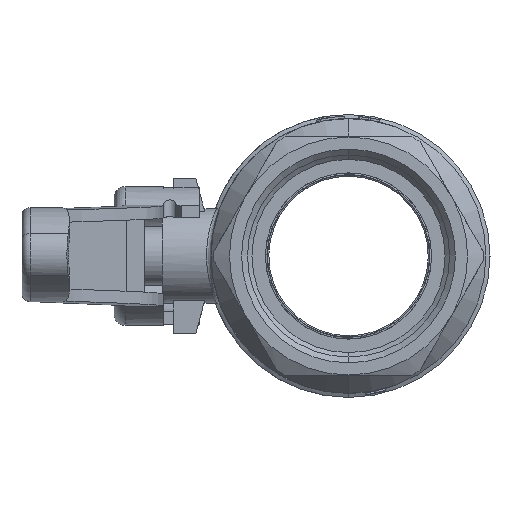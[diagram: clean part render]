
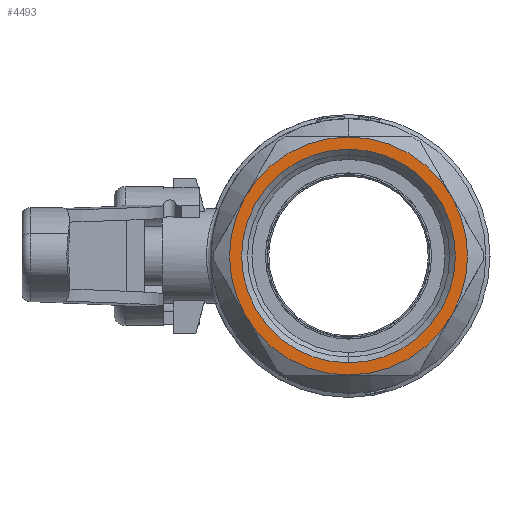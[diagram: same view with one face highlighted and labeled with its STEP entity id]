
A CAD part, left-side view. The second image highlights one B-rep face of the part: STEP entity #4493.
In plain terms, the highlighted planar face has unit normal (-1, 0, 0).
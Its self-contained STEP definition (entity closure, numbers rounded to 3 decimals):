
#257=FACE_BOUND('',#1553,.F.);
#409=PLANE('',#9218);
#1019=FACE_OUTER_BOUND('',#1554,.F.);
#1553=EDGE_LOOP('',(#3854,#3855));
#1554=EDGE_LOOP('',(#3856,#3857,#3858,#3859,#3860,#3861));
#3854=ORIENTED_EDGE('',*,*,#6968,.T.);
#3855=ORIENTED_EDGE('',*,*,#6967,.T.);
#3856=ORIENTED_EDGE('',*,*,#7019,.F.);
#3857=ORIENTED_EDGE('',*,*,#7023,.F.);
#3858=ORIENTED_EDGE('',*,*,#7027,.F.);
#3859=ORIENTED_EDGE('',*,*,#7031,.F.);
#3860=ORIENTED_EDGE('',*,*,#7009,.F.);
#3861=ORIENTED_EDGE('',*,*,#7015,.F.);
#4493=ADVANCED_FACE('',(#257,#1019),#409,.T.);
#6216=CIRCLE('',#9042,23.8);
#6217=CIRCLE('',#9043,23.8);
#6252=CIRCLE('',#9078,26.5);
#6255=CIRCLE('',#9081,26.5);
#6257=CIRCLE('',#9083,26.5);
#6259=CIRCLE('',#9085,26.5);
#6261=CIRCLE('',#9087,26.5);
#6263=CIRCLE('',#9089,26.5);
#6967=EDGE_CURVE('',#8279,#8278,#6216,.T.);
#6968=EDGE_CURVE('',#8278,#8279,#6217,.T.);
#7009=EDGE_CURVE('',#8237,#8236,#6252,.T.);
#7015=EDGE_CURVE('',#8231,#8237,#6255,.T.);
#7019=EDGE_CURVE('',#8228,#8231,#6257,.T.);
#7023=EDGE_CURVE('',#8225,#8228,#6259,.T.);
#7027=EDGE_CURVE('',#8222,#8225,#6261,.T.);
#7031=EDGE_CURVE('',#8236,#8222,#6263,.T.);
#8222=VERTEX_POINT('',#14324);
#8225=VERTEX_POINT('',#14327);
#8228=VERTEX_POINT('',#14330);
#8231=VERTEX_POINT('',#14333);
#8236=VERTEX_POINT('',#14338);
#8237=VERTEX_POINT('',#14339);
#8278=VERTEX_POINT('',#14380);
#8279=VERTEX_POINT('',#14381);
#9042=AXIS2_PLACEMENT_3D('',#14589,#10596,#10597);
#9043=AXIS2_PLACEMENT_3D('',#14590,#10598,#10599);
#9078=AXIS2_PLACEMENT_3D('',#14685,#10668,#10669);
#9081=AXIS2_PLACEMENT_3D('',#14709,#10674,#10675);
#9083=AXIS2_PLACEMENT_3D('',#14725,#10678,#10679);
#9085=AXIS2_PLACEMENT_3D('',#14741,#10682,#10683);
#9087=AXIS2_PLACEMENT_3D('',#14757,#10686,#10687);
#9089=AXIS2_PLACEMENT_3D('',#14773,#10690,#10691);
#9218=AXIS2_PLACEMENT_3D('',#37679,#11108,#11109);
#10596=DIRECTION('',(-1.,0.,0.));
#10597=DIRECTION('',(0.,0.,-1.));
#10598=DIRECTION('',(-1.,0.,0.));
#10599=DIRECTION('',(0.,0.,1.));
#10668=DIRECTION('',(-1.,0.,0.));
#10669=DIRECTION('',(0.,0.866,0.5));
#10674=DIRECTION('',(-1.,0.,0.));
#10675=DIRECTION('',(0.,0.,1.));
#10678=DIRECTION('',(-1.,0.,0.));
#10679=DIRECTION('',(0.,-0.866,0.5));
#10682=DIRECTION('',(-1.,0.,0.));
#10683=DIRECTION('',(0.,-0.866,-0.5));
#10686=DIRECTION('',(-1.,0.,0.));
#10687=DIRECTION('',(0.,0.,-1.));
#10690=DIRECTION('',(-1.,0.,0.));
#10691=DIRECTION('',(0.,0.866,-0.5));
#11108=DIRECTION('',(-1.,0.,0.));
#11109=DIRECTION('',(0.,0.,-1.));
#14324=CARTESIAN_POINT('',(-67.433,3.222,-14.154));
#14327=CARTESIAN_POINT('',(-67.433,-19.728,-0.904));
#14330=CARTESIAN_POINT('',(-67.433,-19.728,25.596));
#14333=CARTESIAN_POINT('',(-67.433,3.222,38.846));
#14338=CARTESIAN_POINT('',(-67.433,26.172,-0.904));
#14339=CARTESIAN_POINT('',(-67.433,26.172,25.596));
#14380=CARTESIAN_POINT('',(-67.433,3.222,36.146));
#14381=CARTESIAN_POINT('',(-67.433,3.222,-11.454));
#14589=CARTESIAN_POINT('',(-67.433,3.222,12.346));
#14590=CARTESIAN_POINT('',(-67.433,3.222,12.346));
#14685=CARTESIAN_POINT('',(-67.433,3.222,12.346));
#14709=CARTESIAN_POINT('',(-67.433,3.222,12.346));
#14725=CARTESIAN_POINT('',(-67.433,3.222,12.346));
#14741=CARTESIAN_POINT('',(-67.433,3.222,12.346));
#14757=CARTESIAN_POINT('',(-67.433,3.222,12.346));
#14773=CARTESIAN_POINT('',(-67.433,3.222,12.346));
#37679=CARTESIAN_POINT('',(-67.433,32.372,41.496));
